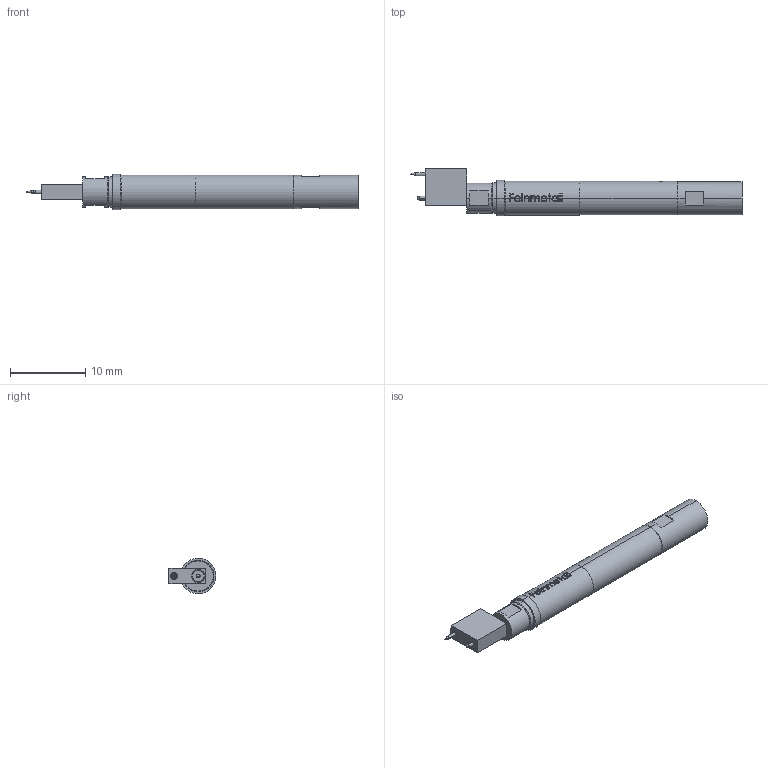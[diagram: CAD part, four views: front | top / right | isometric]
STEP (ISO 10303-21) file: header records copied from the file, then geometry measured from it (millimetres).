
FILE_DESCRIPTION (( 'STEP AP214' ), '1' );
FILE_NAME ('MOD-1021014-HF86011B0032G830.STEP', '2022-11-04T14:22:09', ( '' ), ( '' ), 'SwSTEP 2.0', 'SolidWorks 2020', '' );
FILE_SCHEMA (( 'AUTOMOTIVE_DESIGN' ));
Length unit declared in the file: millimetre
Products named in the file (1): MOD-1021014-HF86011B0032G830
Bounding box: 44 x 6.34 x 4.7 mm (x, y, z)
Volume: 655.7 mm3; surface area: 1256.1 mm2
Topology: 9 solids, 10 shells, 540 faces, 1421 edges, 901 vertices
Faces by surface type: cylinder 195, plane 194, cone 78, bspline 53, torus 18, sphere 2
Entity records: 24487 total; most frequent: CARTESIAN_POINT 7084, ORIENTED_EDGE 2818, DIRECTION 2599, EDGE_CURVE 1409, AXIS2_PLACEMENT_3D 1011, VERTEX_POINT 901, VECTOR 577, LINE 577
